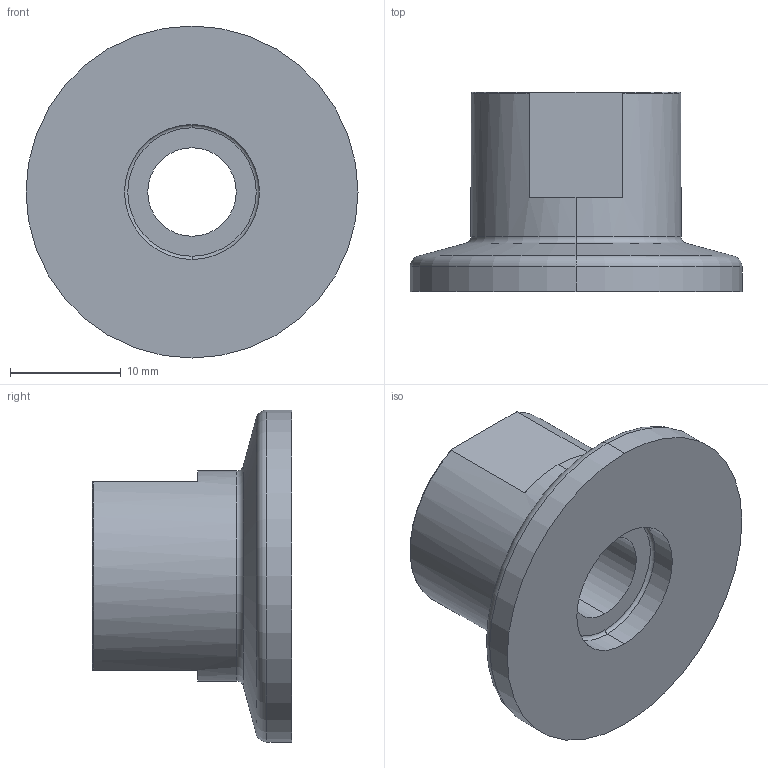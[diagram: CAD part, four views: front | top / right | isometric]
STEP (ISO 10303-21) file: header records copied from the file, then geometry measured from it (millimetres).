
FILE_DESCRIPTION (( 'STEP AP214' ), '1' );
FILE_NAME ('PT420912-T.step', '2017-07-10T11:37:25', ( 'install' ), ( '' ), 'SwSTEP 2.0', 'SolidWorks 2015', '' );
FILE_SCHEMA (( 'AUTOMOTIVE_DESIGN' ));
Length unit declared in the file: millimetre
Products named in the file (1): PT420912-T
Bounding box: 30 x 18 x 30 mm (x, y, z)
Surface area: 3209.3 mm2 (no closed solid volume)
Topology: 0 solids, 3 shells, 39 faces, 88 edges, 52 vertices
Faces by surface type: torus 14, cylinder 14, plane 7, cone 4
Entity records: 1570 total; most frequent: DIRECTION 222, CARTESIAN_POINT 208, ORIENTED_EDGE 168, AXIS2_PLACEMENT_3D 98, EDGE_CURVE 88, CIRCLE 58, VERTEX_POINT 52, EDGE_LOOP 42
